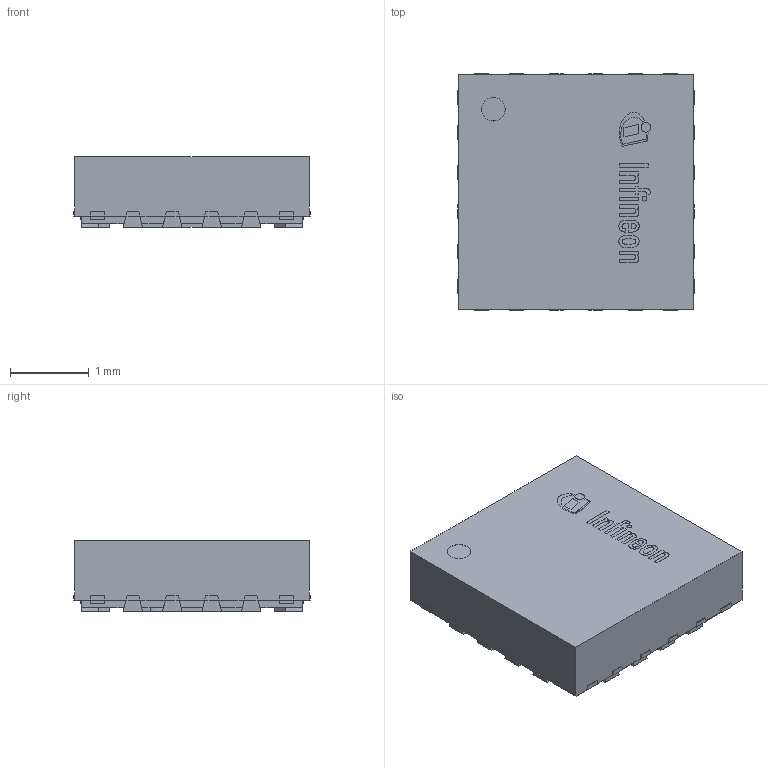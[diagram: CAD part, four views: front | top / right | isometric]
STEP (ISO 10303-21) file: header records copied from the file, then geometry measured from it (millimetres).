
FILE_DESCRIPTION(/* description */ (''),/* implementation_level */ '2;1');
FILE_NAME(/* name */ 'PG-VQFN-16-5_Z8B00192876_V07_3D.stp',/* time_stamp */ '2023-05-19T14:38:22+05:00',/* author */ ('Subramani'),/* organization */ (''),/* preprocessor_version */ 'ST-DEVELOPER v16.13',/* originating_system */ 'AutoCAD Mechanical',/* authorisation */ '');
FILE_SCHEMA (('AUTOMOTIVE_DESIGN { 1 0 10303 214 3 1 1 }'));
Length unit declared in the file: millimetre
Products named in the file (1): Product
Bounding box: 3 x 3 x 0.9 mm (x, y, z)
Volume: 7.6 mm3; surface area: 44 mm2
Topology: 39 solids, 39 shells, 476 faces, 1188 edges, 792 vertices
Faces by surface type: plane 419, cylinder 39, bspline 18
Full cylindrical faces by diameter (mm): 0.06 x1, 0.122 x1, 0.3 x2
Entity records: 14310 total; most frequent: CARTESIAN_POINT 2899, ORIENTED_EDGE 2368, DIRECTION 2192, EDGE_CURVE 1184, LINE 1022, VECTOR 1022, VERTEX_POINT 792, AXIS2_PLACEMENT_3D 585
